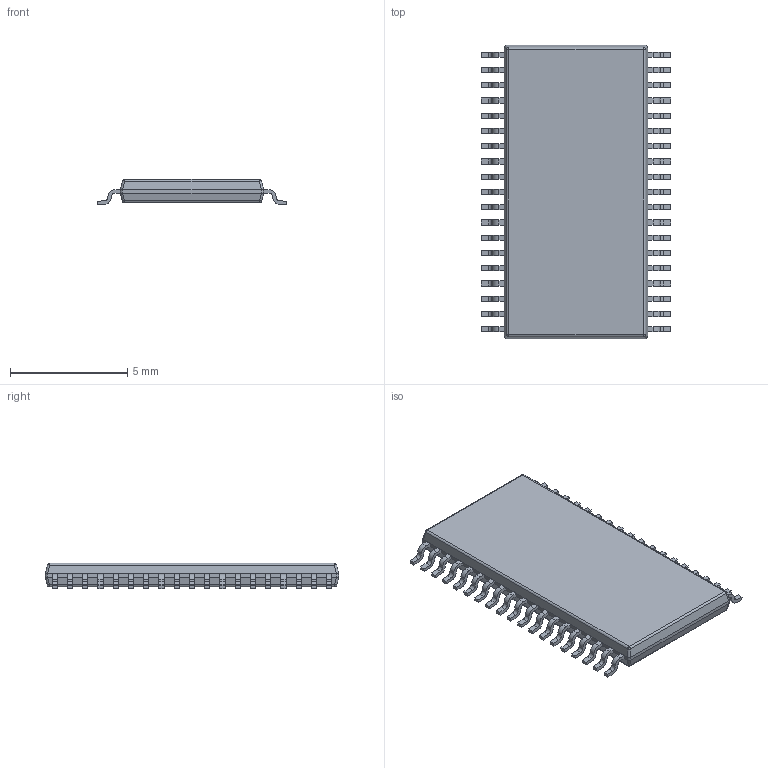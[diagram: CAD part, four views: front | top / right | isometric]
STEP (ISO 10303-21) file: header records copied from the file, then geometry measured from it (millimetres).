
FILE_DESCRIPTION((''),'2;1');
FILE_NAME('DA0038A_ASM','2021-08-20T13:08:21',('a0412086'),(''),'CREO PARAMETRIC BY PTC INC, 2018500','CREO PARAMETRIC BY PTC INC, 2018500','');
FILE_SCHEMA(('CONFIG_CONTROL_DESIGN','SHAPE_APPEARANCE_LAYERS_GROUPS'));
Length unit declared in the file: millimetre
Products named in the file (3): BODY-TSSOP; LEAD-TSSOP; DA0038A_ASM
Assembly tree (39 placements, depth 2):
  DA0038A_ASM
    BODY-TSSOP
    LEAD-TSSOP  x38
Bounding box: 8.1 x 12.5 x 1.09 mm (x, y, z)
Volume: 76.3 mm3; surface area: 219.4 mm2
Topology: 39 solids, 39 shells, 574 faces, 1464 edges, 968 vertices
Faces by surface type: plane 394, cylinder 172, sphere 8
Entity records: 2444 total; most frequent: CARTESIAN_POINT 402, DIRECTION 336, ORIENTED_EDGE 264, PRESENTATION_STYLE_ASSIGNMENT 134, STYLED_ITEM 134, CURVE_STYLE 132, EDGE_CURVE 132, AXIS2_PLACEMENT_3D 130
